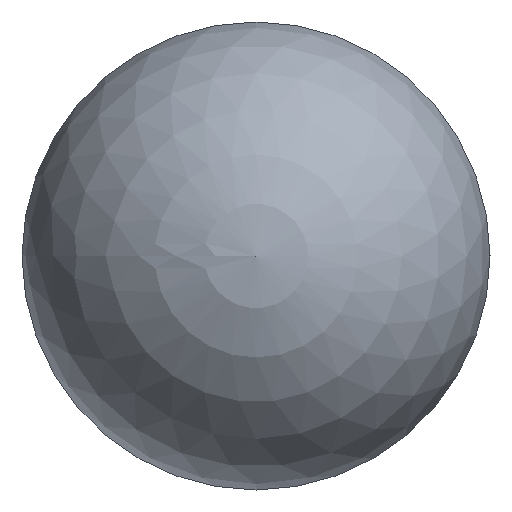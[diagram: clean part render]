
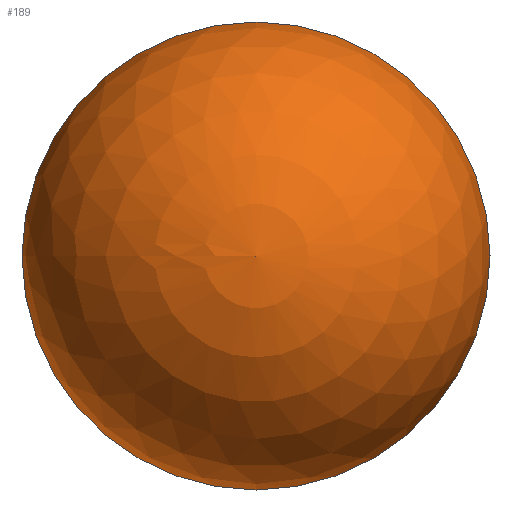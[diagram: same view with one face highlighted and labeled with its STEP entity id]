
A CAD part, left-side view. The second image highlights one B-rep face of the part: STEP entity #189.
In plain terms, the highlighted spherical face has radius 16 mm.
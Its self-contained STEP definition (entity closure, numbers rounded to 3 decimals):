
#122 = CYLINDRICAL_SURFACE('',#123,16.);
#123 = AXIS2_PLACEMENT_3D('',#124,#125,#126);
#124 = CARTESIAN_POINT('',(-38.,0.,0.));
#125 = DIRECTION('',(-1.,-0.,-0.));
#126 = DIRECTION('',(0.,1.,0.));
#140 = VERTEX_POINT('',#141);
#141 = CARTESIAN_POINT('',(-138.,16.,0.));
#162 = EDGE_CURVE('',#140,#140,#163,.T.);
#163 = SURFACE_CURVE('',#164,(#169,#176),.PCURVE_S1.);
#164 = CIRCLE('',#165,16.);
#165 = AXIS2_PLACEMENT_3D('',#166,#167,#168);
#166 = CARTESIAN_POINT('',(-138.,0.,0.));
#167 = DIRECTION('',(1.,0.,0.));
#168 = DIRECTION('',(0.,1.,0.));
#169 = PCURVE('',#122,#170);
#170 = DEFINITIONAL_REPRESENTATION('',(#171),#175);
#171 = LINE('',#172,#173);
#172 = CARTESIAN_POINT('',(-0.,100.));
#173 = VECTOR('',#174,1.);
#174 = DIRECTION('',(-1.,0.));
#175 = ( GEOMETRIC_REPRESENTATION_CONTEXT(2) 
PARAMETRIC_REPRESENTATION_CONTEXT() REPRESENTATION_CONTEXT('2D SPACE',''
  ) );
#176 = PCURVE('',#177,#182);
#177 = SPHERICAL_SURFACE('',#178,16.);
#178 = AXIS2_PLACEMENT_3D('',#179,#180,#181);
#179 = CARTESIAN_POINT('',(-138.,0.,0.));
#180 = DIRECTION('',(-1.,-0.,-0.));
#181 = DIRECTION('',(0.,1.,0.));
#182 = DEFINITIONAL_REPRESENTATION('',(#183),#187);
#183 = LINE('',#184,#185);
#184 = CARTESIAN_POINT('',(-0.,0.));
#185 = VECTOR('',#186,1.);
#186 = DIRECTION('',(-1.,0.));
#187 = ( GEOMETRIC_REPRESENTATION_CONTEXT(2) 
PARAMETRIC_REPRESENTATION_CONTEXT() REPRESENTATION_CONTEXT('2D SPACE',''
  ) );
#189 = ADVANCED_FACE('',(#190),#177,.T.);
#190 = FACE_BOUND('',#191,.F.);
#191 = EDGE_LOOP('',(#192,#193,#217));
#192 = ORIENTED_EDGE('',*,*,#162,.T.);
#193 = ORIENTED_EDGE('',*,*,#194,.T.);
#194 = EDGE_CURVE('',#140,#195,#197,.T.);
#195 = VERTEX_POINT('',#196);
#196 = CARTESIAN_POINT('',(-154.,0.,0.));
#197 = SEAM_CURVE('',#198,(#203,#210),.PCURVE_S1.);
#198 = CIRCLE('',#199,16.);
#199 = AXIS2_PLACEMENT_3D('',#200,#201,#202);
#200 = CARTESIAN_POINT('',(-138.,0.,0.));
#201 = DIRECTION('',(0.,0.,1.));
#202 = DIRECTION('',(1.,0.,0.));
#203 = PCURVE('',#177,#204);
#204 = DEFINITIONAL_REPRESENTATION('',(#205),#209);
#205 = LINE('',#206,#207);
#206 = CARTESIAN_POINT('',(-0.,-1.571));
#207 = VECTOR('',#208,1.);
#208 = DIRECTION('',(-0.,1.));
#209 = ( GEOMETRIC_REPRESENTATION_CONTEXT(2) 
PARAMETRIC_REPRESENTATION_CONTEXT() REPRESENTATION_CONTEXT('2D SPACE',''
  ) );
#210 = PCURVE('',#177,#211);
#211 = DEFINITIONAL_REPRESENTATION('',(#212),#216);
#212 = LINE('',#213,#214);
#213 = CARTESIAN_POINT('',(-6.283,-1.571));
#214 = VECTOR('',#215,1.);
#215 = DIRECTION('',(-0.,1.));
#216 = ( GEOMETRIC_REPRESENTATION_CONTEXT(2) 
PARAMETRIC_REPRESENTATION_CONTEXT() REPRESENTATION_CONTEXT('2D SPACE',''
  ) );
#217 = ORIENTED_EDGE('',*,*,#194,.F.);
